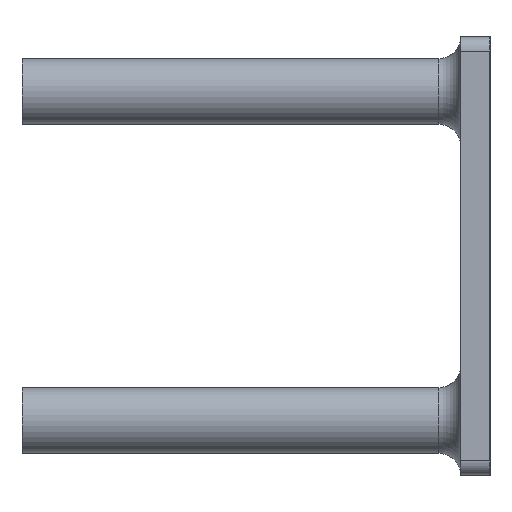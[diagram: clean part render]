
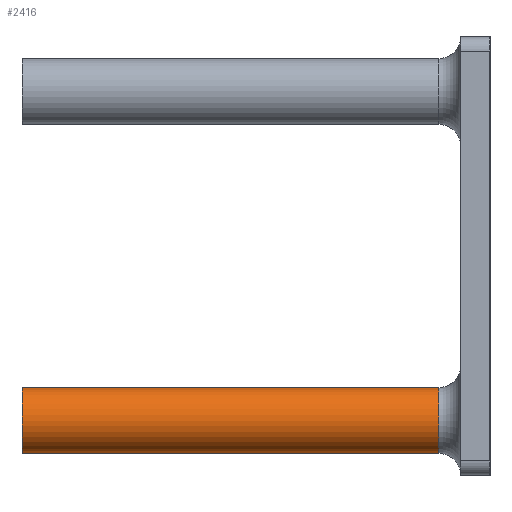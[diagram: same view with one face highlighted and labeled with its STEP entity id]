
A CAD part, left-side view. The second image highlights one B-rep face of the part: STEP entity #2416.
In plain terms, the highlighted cylindrical face has radius 4.5 mm (diameter 9 mm), a partial arc.
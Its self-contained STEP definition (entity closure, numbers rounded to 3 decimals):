
#85 = VERTEX_POINT ( 'NONE', #588 ) ;
#229 = EDGE_CURVE ( 'NONE', #2446, #85, #2524, .T. ) ;
#499 = VERTEX_POINT ( 'NONE', #721 ) ;
#556 = AXIS2_PLACEMENT_3D ( 'NONE', #842, #1060, #1343 ) ;
#588 = CARTESIAN_POINT ( 'NONE',  ( -55., 7., -27. ) ) ;
#721 = CARTESIAN_POINT ( 'NONE',  ( -55., 7., -18. ) ) ;
#775 = ORIENTED_EDGE ( 'NONE', *, *, #1405, .T. ) ;
#842 = CARTESIAN_POINT ( 'NONE',  ( -55., 64., -22.5 ) ) ;
#862 = DIRECTION ( 'NONE',  ( 0., -1., 0. ) ) ;
#879 = CARTESIAN_POINT ( 'NONE',  ( -55., 64., -22.5 ) ) ;
#913 = CARTESIAN_POINT ( 'NONE',  ( -55., 64., -18. ) ) ;
#1060 = DIRECTION ( 'NONE',  ( 0., -1., 0. ) ) ;
#1083 = AXIS2_PLACEMENT_3D ( 'NONE', #879, #862, #1176 ) ;
#1114 = CARTESIAN_POINT ( 'NONE',  ( -55., 64., -27. ) ) ;
#1176 = DIRECTION ( 'NONE',  ( 0., 0., -1. ) ) ;
#1343 = DIRECTION ( 'NONE',  ( 0., 0., -1. ) ) ;
#1405 = EDGE_CURVE ( 'NONE', #85, #499, #2485, .T. ) ;
#1420 = CIRCLE ( 'NONE', #1083, 4.5 ) ;
#1486 = VERTEX_POINT ( 'NONE', #2894 ) ;
#1580 = EDGE_CURVE ( 'NONE', #1486, #499, #3446, .T. ) ;
#1880 = ORIENTED_EDGE ( 'NONE', *, *, #229, .T. ) ;
#1881 = CARTESIAN_POINT ( 'NONE',  ( -55., 64., -27. ) ) ;
#1913 = DIRECTION ( 'NONE',  ( 0., 1., 0. ) ) ;
#1929 = CARTESIAN_POINT ( 'NONE',  ( -55., 7., -22.5 ) ) ;
#2081 = VECTOR ( 'NONE', #3418, 1000. ) ;
#2244 = DIRECTION ( 'NONE',  ( 0., -1., 0. ) ) ;
#2416 = ADVANCED_FACE ( 'NONE', ( #2453 ), #3513, .T. ) ;
#2446 = VERTEX_POINT ( 'NONE', #1881 ) ;
#2453 = FACE_OUTER_BOUND ( 'NONE', #3319, .T. ) ;
#2485 = CIRCLE ( 'NONE', #3318, 4.5 ) ;
#2524 = LINE ( 'NONE', #1114, #2740 ) ;
#2740 = VECTOR ( 'NONE', #2244, 1000. ) ;
#2894 = CARTESIAN_POINT ( 'NONE',  ( -55., 64., -18. ) ) ;
#2907 = EDGE_CURVE ( 'NONE', #1486, #2446, #1420, .T. ) ;
#3256 = ORIENTED_EDGE ( 'NONE', *, *, #2907, .T. ) ;
#3318 = AXIS2_PLACEMENT_3D ( 'NONE', #1929, #1913, #3627 ) ;
#3319 = EDGE_LOOP ( 'NONE', ( #3328, #3256, #1880, #775 ) ) ;
#3328 = ORIENTED_EDGE ( 'NONE', *, *, #1580, .F. ) ;
#3418 = DIRECTION ( 'NONE',  ( 0., -1., 0. ) ) ;
#3446 = LINE ( 'NONE', #913, #2081 ) ;
#3513 = CYLINDRICAL_SURFACE ( 'NONE', #556, 4.5 ) ;
#3627 = DIRECTION ( 'NONE',  ( 0., 0., -1. ) ) ;
